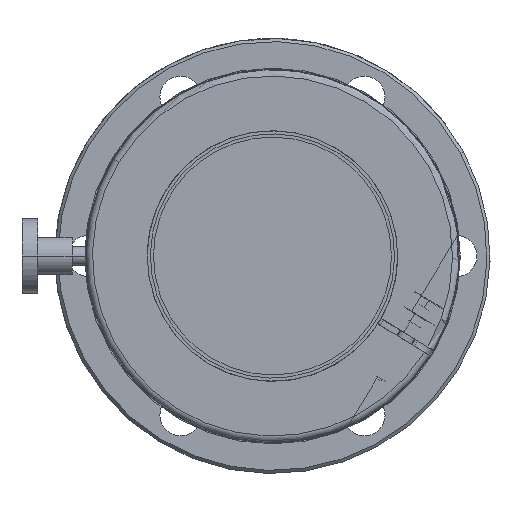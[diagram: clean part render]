
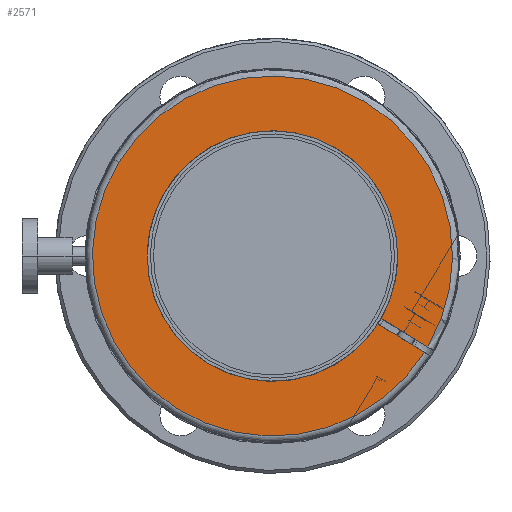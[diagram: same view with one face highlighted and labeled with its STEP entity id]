
A CAD part, front view. The second image highlights one B-rep face of the part: STEP entity #2571.
In plain terms, the highlighted planar face has unit normal (0, -1, 0).
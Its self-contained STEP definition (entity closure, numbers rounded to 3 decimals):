
#2275=AXIS2_PLACEMENT_3D('Circle Axis2P3D',#2273,#2274,$) ;
#2400=AXIS2_PLACEMENT_3D('Circle Axis2P3D',#2398,#2399,$) ;
#2525=AXIS2_PLACEMENT_3D('Plane Axis2P3D',#2522,#2523,#2524) ;
#2529=AXIS2_PLACEMENT_3D('Circle Axis2P3D',#2527,#2528,$) ;
#2536=AXIS2_PLACEMENT_3D('Circle Axis2P3D',#2534,#2535,$) ;
#2543=AXIS2_PLACEMENT_3D('Circle Axis2P3D',#2541,#2542,$) ;
#2550=AXIS2_PLACEMENT_3D('Circle Axis2P3D',#2548,#2549,$) ;
#2557=AXIS2_PLACEMENT_3D('Circle Axis2P3D',#2555,#2556,$) ;
#1799=CARTESIAN_POINT('Line Origine',(21.072,-609.,-4.252)) ;
#1803=CARTESIAN_POINT('Vertex',(17.335,-609.,-1.975)) ;
#1805=CARTESIAN_POINT('Vertex',(24.809,-609.,-6.529)) ;
#2113=CARTESIAN_POINT('Line Origine',(20.552,-609.,-5.106)) ;
#2117=CARTESIAN_POINT('Vertex',(24.289,-609.,-7.383)) ;
#2119=CARTESIAN_POINT('Vertex',(16.814,-609.,-2.829)) ;
#2273=CARTESIAN_POINT('Axis2P3D Location',(0.,-609.,8.)) ;
#2277=CARTESIAN_POINT('Vertex',(-24.552,-609.,22.958)) ;
#2398=CARTESIAN_POINT('Axis2P3D Location',(0.,-609.,8.)) ;
#2522=CARTESIAN_POINT('Axis2P3D Location',(0.,-609.,8.)) ;
#2527=CARTESIAN_POINT('Axis2P3D Location',(0.,-609.,8.)) ;
#2531=CARTESIAN_POINT('Vertex',(-20.,-609.,8.)) ;
#2534=CARTESIAN_POINT('Axis2P3D Location',(0.,-609.,8.)) ;
#2538=CARTESIAN_POINT('Vertex',(-19.978,-609.,8.943)) ;
#2541=CARTESIAN_POINT('Axis2P3D Location',(0.,-609.,8.)) ;
#2545=CARTESIAN_POINT('Vertex',(20.,-609.,8.)) ;
#2548=CARTESIAN_POINT('Axis2P3D Location',(0.,-609.,8.)) ;
#2552=CARTESIAN_POINT('Vertex',(19.978,-609.,7.057)) ;
#2555=CARTESIAN_POINT('Axis2P3D Location',(0.,-609.,8.)) ;
#1800=DIRECTION('Vector Direction',(-0.854,0.,0.52)) ;
#2114=DIRECTION('Vector Direction',(0.854,0.,-0.52)) ;
#2274=DIRECTION('Axis2P3D Direction',(0.,1.,0.)) ;
#2399=DIRECTION('Axis2P3D Direction',(0.,1.,0.)) ;
#2523=DIRECTION('Axis2P3D Direction',(0.,1.,0.)) ;
#2524=DIRECTION('Axis2P3D XDirection',(0.854,0.,-0.52)) ;
#2528=DIRECTION('Axis2P3D Direction',(0.,1.,0.)) ;
#2535=DIRECTION('Axis2P3D Direction',(0.,1.,0.)) ;
#2542=DIRECTION('Axis2P3D Direction',(0.,1.,0.)) ;
#2549=DIRECTION('Axis2P3D Direction',(0.,1.,0.)) ;
#2556=DIRECTION('Axis2P3D Direction',(0.,1.,0.)) ;
#1801=VECTOR('Line Direction',#1800,1.) ;
#2115=VECTOR('Line Direction',#2114,1.) ;
#2561=ORIENTED_EDGE('',*,*,#2121,.T.) ;
#2562=ORIENTED_EDGE('',*,*,#2533,.F.) ;
#2563=ORIENTED_EDGE('',*,*,#2540,.F.) ;
#2564=ORIENTED_EDGE('',*,*,#2547,.T.) ;
#2565=ORIENTED_EDGE('',*,*,#2554,.F.) ;
#2566=ORIENTED_EDGE('',*,*,#2559,.F.) ;
#2567=ORIENTED_EDGE('',*,*,#1807,.T.) ;
#2568=ORIENTED_EDGE('',*,*,#2402,.F.) ;
#2569=ORIENTED_EDGE('',*,*,#2279,.F.) ;
#2571=ADVANCED_FACE('Hauptk\X2\00F6\X0\rper',(#2570),#2526,.F.) ;
#2276=CIRCLE('generated circle',#2275,28.75) ;
#2401=CIRCLE('generated circle',#2400,28.75) ;
#2530=CIRCLE('generated circle',#2529,20.) ;
#2537=CIRCLE('generated circle',#2536,20.) ;
#2544=CIRCLE('generated circle',#2543,20.) ;
#2551=CIRCLE('generated circle',#2550,20.) ;
#2558=CIRCLE('generated circle',#2557,20.) ;
#1807=EDGE_CURVE('',#1804,#1806,#1802,.F.) ;
#2121=EDGE_CURVE('',#2118,#2120,#2116,.F.) ;
#2279=EDGE_CURVE('',#2118,#2278,#2276,.T.) ;
#2402=EDGE_CURVE('',#2278,#1806,#2401,.T.) ;
#2533=EDGE_CURVE('',#2532,#2120,#2530,.F.) ;
#2540=EDGE_CURVE('',#2539,#2532,#2537,.F.) ;
#2547=EDGE_CURVE('',#2539,#2546,#2544,.T.) ;
#2554=EDGE_CURVE('',#2553,#2546,#2551,.F.) ;
#2559=EDGE_CURVE('',#1804,#2553,#2558,.F.) ;
#2560=EDGE_LOOP('',(#2561,#2562,#2563,#2564,#2565,#2566,#2567,#2568,#2569)) ;
#2570=FACE_OUTER_BOUND('',#2560,.T.) ;
#1802=LINE('Line',#1799,#1801) ;
#2116=LINE('Line',#2113,#2115) ;
#2526=PLANE('',#2525) ;
#1804=VERTEX_POINT('',#1803) ;
#1806=VERTEX_POINT('',#1805) ;
#2118=VERTEX_POINT('',#2117) ;
#2120=VERTEX_POINT('',#2119) ;
#2278=VERTEX_POINT('',#2277) ;
#2532=VERTEX_POINT('',#2531) ;
#2539=VERTEX_POINT('',#2538) ;
#2546=VERTEX_POINT('',#2545) ;
#2553=VERTEX_POINT('',#2552) ;
